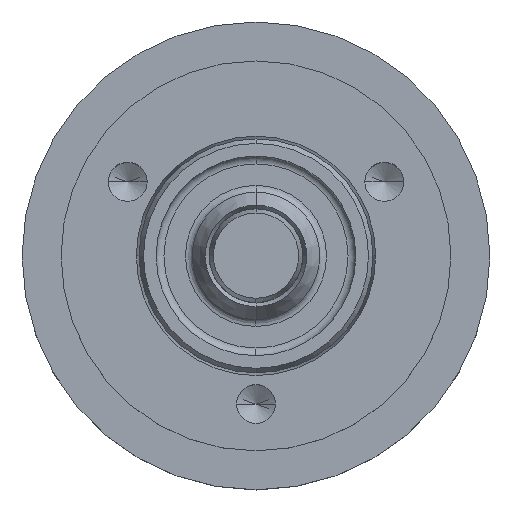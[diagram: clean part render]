
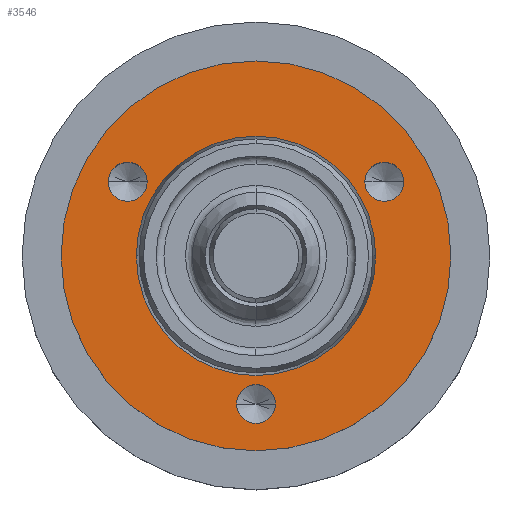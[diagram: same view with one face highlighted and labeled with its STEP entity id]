
A CAD part, top view. The second image highlights one B-rep face of the part: STEP entity #3546.
In plain terms, the highlighted planar face has unit normal (0, 0, 1).
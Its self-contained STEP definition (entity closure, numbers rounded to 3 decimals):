
#363=CARTESIAN_POINT('',(0.,0.,17.6));
#364=DIRECTION('',(0.,0.,-1.));
#365=DIRECTION('',(0.,1.,0.));
#366=AXIS2_PLACEMENT_3D('',#363,#364,#365);
#377=CARTESIAN_POINT('',(0.,0.,17.6));
#378=DIRECTION('',(0.,0.,1.));
#379=DIRECTION('',(0.,1.,0.));
#380=AXIS2_PLACEMENT_3D('',#377,#378,#379);
#382=CARTESIAN_POINT('',(0.,0.,17.6));
#383=DIRECTION('',(0.,0.,-1.));
#384=DIRECTION('',(-1.,0.,0.));
#385=AXIS2_PLACEMENT_3D('',#382,#383,#384);
#387=CARTESIAN_POINT('',(0.,0.,17.6));
#388=DIRECTION('',(0.,0.,-1.));
#389=DIRECTION('',(1.,0.,0.));
#390=AXIS2_PLACEMENT_3D('',#387,#388,#389);
#392=CARTESIAN_POINT('',(8.227,4.75,17.6));
#393=DIRECTION('',(0.,0.,1.));
#394=DIRECTION('',(-1.,0.,0.));
#395=AXIS2_PLACEMENT_3D('',#392,#393,#394);
#397=CARTESIAN_POINT('',(8.227,4.75,17.6));
#398=DIRECTION('',(0.,0.,1.));
#399=DIRECTION('',(1.,0.,0.));
#400=AXIS2_PLACEMENT_3D('',#397,#398,#399);
#402=CARTESIAN_POINT('',(0.,-9.5,17.6));
#403=DIRECTION('',(0.,0.,1.));
#404=DIRECTION('',(-1.,0.,0.));
#405=AXIS2_PLACEMENT_3D('',#402,#403,#404);
#407=CARTESIAN_POINT('',(0.,-9.5,17.6));
#408=DIRECTION('',(0.,0.,1.));
#409=DIRECTION('',(1.,0.,0.));
#410=AXIS2_PLACEMENT_3D('',#407,#408,#409);
#412=CARTESIAN_POINT('',(-8.227,4.75,17.6));
#413=DIRECTION('',(0.,0.,1.));
#414=DIRECTION('',(-1.,0.,0.));
#415=AXIS2_PLACEMENT_3D('',#412,#413,#414);
#417=CARTESIAN_POINT('',(-8.227,4.75,17.6));
#418=DIRECTION('',(0.,0.,1.));
#419=DIRECTION('',(1.,0.,0.));
#420=AXIS2_PLACEMENT_3D('',#417,#418,#419);
#2524=CARTESIAN_POINT('',(0.,12.5,17.6));
#2525=CARTESIAN_POINT('',(0.,-12.5,17.6));
#2526=VERTEX_POINT('',#2524);
#2527=VERTEX_POINT('',#2525);
#2556=CARTESIAN_POINT('',(-7.676,0.,17.6));
#2557=CARTESIAN_POINT('',(7.676,0.,17.6));
#2558=VERTEX_POINT('',#2556);
#2559=VERTEX_POINT('',#2557);
#2566=CARTESIAN_POINT('',(6.977,4.75,17.6));
#2567=CARTESIAN_POINT('',(9.477,4.75,17.6));
#2568=VERTEX_POINT('',#2566);
#2569=VERTEX_POINT('',#2567);
#2576=CARTESIAN_POINT('',(-1.25,-9.5,17.6));
#2577=CARTESIAN_POINT('',(1.25,-9.5,17.6));
#2578=VERTEX_POINT('',#2576);
#2579=VERTEX_POINT('',#2577);
#2586=CARTESIAN_POINT('',(-9.477,4.75,17.6));
#2587=CARTESIAN_POINT('',(-6.977,4.75,17.6));
#2588=VERTEX_POINT('',#2586);
#2589=VERTEX_POINT('',#2587);
#3513=CARTESIAN_POINT('',(0.,0.,17.6));
#3514=DIRECTION('',(0.,0.,1.));
#3515=DIRECTION('',(0.,1.,0.));
#3516=AXIS2_PLACEMENT_3D('',#3513,#3514,#3515);
#3517=PLANE('',#3516);
#3518=ORIENTED_EDGE('',*,*,#3480,.T.);
#3519=ORIENTED_EDGE('',*,*,#3495,.F.);
#3520=EDGE_LOOP('',(#3518,#3519));
#3521=FACE_OUTER_BOUND('',#3520,.F.);
#3523=ORIENTED_EDGE('',*,*,#3522,.F.);
#3525=ORIENTED_EDGE('',*,*,#3524,.F.);
#3526=EDGE_LOOP('',(#3523,#3525));
#3527=FACE_BOUND('',#3526,.F.);
#3529=ORIENTED_EDGE('',*,*,#3528,.T.);
#3531=ORIENTED_EDGE('',*,*,#3530,.T.);
#3532=EDGE_LOOP('',(#3529,#3531));
#3533=FACE_BOUND('',#3532,.F.);
#3535=ORIENTED_EDGE('',*,*,#3534,.T.);
#3537=ORIENTED_EDGE('',*,*,#3536,.T.);
#3538=EDGE_LOOP('',(#3535,#3537));
#3539=FACE_BOUND('',#3538,.F.);
#3541=ORIENTED_EDGE('',*,*,#3540,.T.);
#3543=ORIENTED_EDGE('',*,*,#3542,.T.);
#3544=EDGE_LOOP('',(#3541,#3543));
#3545=FACE_BOUND('',#3544,.F.);
#367=CIRCLE('',#366,12.5);
#381=CIRCLE('',#380,12.5);
#386=CIRCLE('',#385,7.676);
#391=CIRCLE('',#390,7.676);
#396=CIRCLE('',#395,1.25);
#401=CIRCLE('',#400,1.25);
#406=CIRCLE('',#405,1.25);
#411=CIRCLE('',#410,1.25);
#416=CIRCLE('',#415,1.25);
#421=CIRCLE('',#420,1.25);
#3480=EDGE_CURVE('',#2526,#2527,#367,.T.);
#3495=EDGE_CURVE('',#2526,#2527,#381,.T.);
#3522=EDGE_CURVE('',#2558,#2559,#386,.T.);
#3524=EDGE_CURVE('',#2559,#2558,#391,.T.);
#3528=EDGE_CURVE('',#2568,#2569,#396,.T.);
#3530=EDGE_CURVE('',#2569,#2568,#401,.T.);
#3534=EDGE_CURVE('',#2578,#2579,#406,.T.);
#3536=EDGE_CURVE('',#2579,#2578,#411,.T.);
#3540=EDGE_CURVE('',#2588,#2589,#416,.T.);
#3542=EDGE_CURVE('',#2589,#2588,#421,.T.);
#3546=ADVANCED_FACE('',(#3521,#3527,#3533,#3539,#3545),#3517,.T.);
